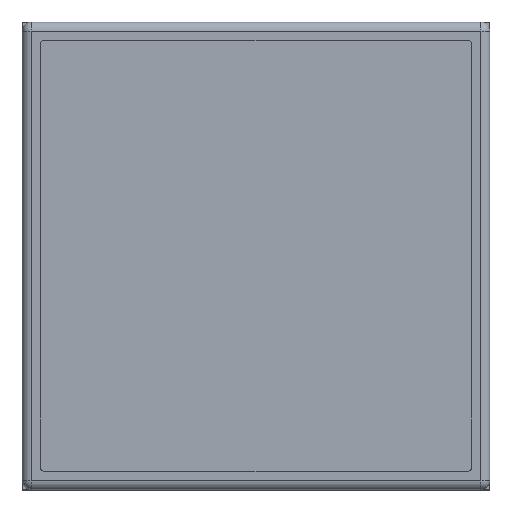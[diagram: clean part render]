
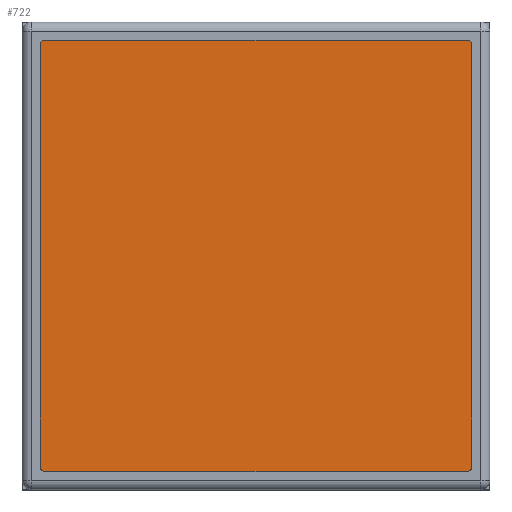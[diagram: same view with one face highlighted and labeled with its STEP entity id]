
A CAD part, top view. The second image highlights one B-rep face of the part: STEP entity #722.
In plain terms, the highlighted planar face has unit normal (0, 0, 1).
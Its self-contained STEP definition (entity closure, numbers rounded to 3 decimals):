
#64=PLANE('',#816);
#116=LINE('',#1217,#164);
#120=LINE('',#1229,#168);
#124=LINE('',#1241,#172);
#128=LINE('',#1251,#176);
#164=VECTOR('',#982,46.3);
#168=VECTOR('',#994,46.3);
#172=VECTOR('',#1006,46.3);
#176=VECTOR('',#1018,46.3);
#230=FACE_OUTER_BOUND('',#288,.T.);
#288=EDGE_LOOP('',(#645,#646,#647,#648,#649,#650,#651,#652));
#338=CIRCLE('',#801,0.5);
#340=CIRCLE('',#805,0.5);
#342=CIRCLE('',#809,0.5);
#344=CIRCLE('',#813,0.5);
#391=VERTEX_POINT('',#1208);
#392=VERTEX_POINT('',#1210);
#394=VERTEX_POINT('',#1216);
#396=VERTEX_POINT('',#1222);
#398=VERTEX_POINT('',#1228);
#400=VERTEX_POINT('',#1234);
#402=VERTEX_POINT('',#1240);
#404=VERTEX_POINT('',#1246);
#471=EDGE_CURVE('',#392,#391,#338,.T.);
#474=EDGE_CURVE('',#394,#392,#116,.T.);
#477=EDGE_CURVE('',#396,#394,#340,.T.);
#480=EDGE_CURVE('',#398,#396,#120,.T.);
#483=EDGE_CURVE('',#400,#398,#342,.T.);
#486=EDGE_CURVE('',#402,#400,#124,.T.);
#489=EDGE_CURVE('',#404,#402,#344,.T.);
#492=EDGE_CURVE('',#391,#404,#128,.T.);
#645=ORIENTED_EDGE('',*,*,#492,.T.);
#646=ORIENTED_EDGE('',*,*,#489,.T.);
#647=ORIENTED_EDGE('',*,*,#486,.T.);
#648=ORIENTED_EDGE('',*,*,#483,.T.);
#649=ORIENTED_EDGE('',*,*,#480,.T.);
#650=ORIENTED_EDGE('',*,*,#477,.T.);
#651=ORIENTED_EDGE('',*,*,#474,.T.);
#652=ORIENTED_EDGE('',*,*,#471,.T.);
#722=ADVANCED_FACE('',(#230),#64,.T.);
#801=AXIS2_PLACEMENT_3D('',#1211,#976,#977);
#805=AXIS2_PLACEMENT_3D('',#1223,#988,#989);
#809=AXIS2_PLACEMENT_3D('',#1235,#1000,#1001);
#813=AXIS2_PLACEMENT_3D('',#1247,#1012,#1013);
#816=AXIS2_PLACEMENT_3D('',#1253,#1021,#1022);
#976=DIRECTION('center_axis',(0.,0.,1.));
#977=DIRECTION('ref_axis',(0.,1.,0.));
#982=DIRECTION('',(0.,1.,0.));
#988=DIRECTION('center_axis',(0.,0.,1.));
#989=DIRECTION('ref_axis',(1.,0.,0.));
#994=DIRECTION('',(1.,0.,0.));
#1000=DIRECTION('center_axis',(0.,0.,1.));
#1001=DIRECTION('ref_axis',(0.,-1.,0.));
#1006=DIRECTION('',(0.,-1.,0.));
#1012=DIRECTION('center_axis',(0.,0.,1.));
#1013=DIRECTION('ref_axis',(-1.,0.,0.));
#1018=DIRECTION('',(-1.,0.,0.));
#1021=DIRECTION('center_axis',(0.,0.,1.));
#1022=DIRECTION('ref_axis',(1.,0.,0.));
#1208=CARTESIAN_POINT('',(23.15,23.65,10.8));
#1210=CARTESIAN_POINT('',(23.65,23.15,10.8));
#1211=CARTESIAN_POINT('Origin',(23.15,23.15,10.8));
#1216=CARTESIAN_POINT('',(23.65,-23.15,10.8));
#1217=CARTESIAN_POINT('',(23.65,23.15,10.8));
#1222=CARTESIAN_POINT('',(23.15,-23.65,10.8));
#1223=CARTESIAN_POINT('Origin',(23.15,-23.15,10.8));
#1228=CARTESIAN_POINT('',(-23.15,-23.65,10.8));
#1229=CARTESIAN_POINT('',(23.15,-23.65,10.8));
#1234=CARTESIAN_POINT('',(-23.65,-23.15,10.8));
#1235=CARTESIAN_POINT('Origin',(-23.15,-23.15,10.8));
#1240=CARTESIAN_POINT('',(-23.65,23.15,10.8));
#1241=CARTESIAN_POINT('',(-23.65,-23.15,10.8));
#1246=CARTESIAN_POINT('',(-23.15,23.65,10.8));
#1247=CARTESIAN_POINT('Origin',(-23.15,23.15,10.8));
#1251=CARTESIAN_POINT('',(-23.15,23.65,10.8));
#1253=CARTESIAN_POINT('Origin',(0.,0.,
10.8));
